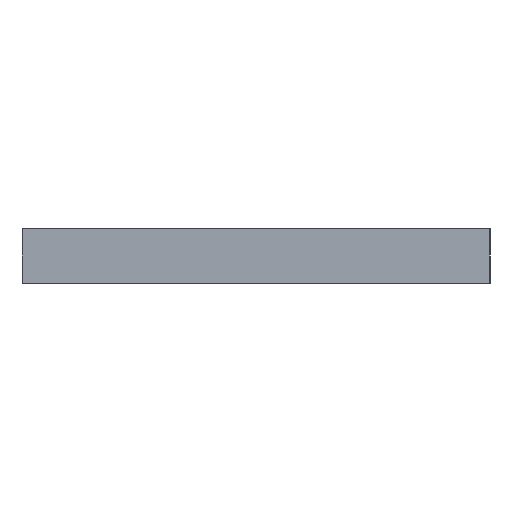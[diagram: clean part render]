
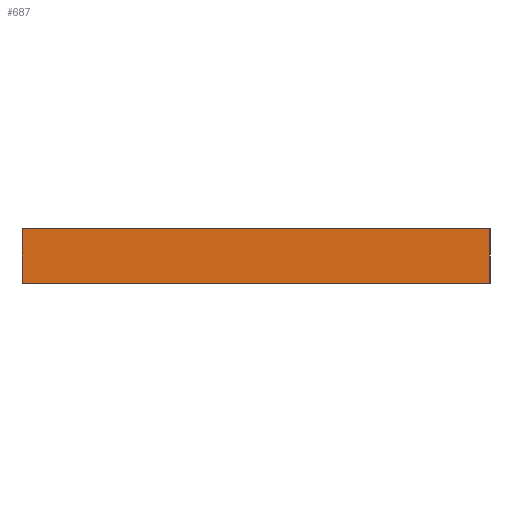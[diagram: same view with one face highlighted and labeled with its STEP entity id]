
A CAD part, left-side view. The second image highlights one B-rep face of the part: STEP entity #687.
In plain terms, the highlighted planar face has unit normal (-1, 0, 0).
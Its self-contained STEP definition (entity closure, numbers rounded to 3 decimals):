
#43 = ORIENTED_EDGE ( 'NONE', *, *, #712, .F. ) ;
#151 = ORIENTED_EDGE ( 'NONE', *, *, #504, .F. ) ;
#176 = VERTEX_POINT ( 'NONE', #200 ) ;
#200 = CARTESIAN_POINT ( 'NONE',  ( -95., -64., -7.5 ) ) ;
#203 = DIRECTION ( 'NONE',  ( 0., -1., 0. ) ) ;
#210 = CARTESIAN_POINT ( 'NONE',  ( -95., -64., -7.5 ) ) ;
#219 = DIRECTION ( 'NONE',  ( 0., 0., -1. ) ) ;
#220 = EDGE_CURVE ( 'NONE', #176, #682, #1209, .T. ) ;
#234 = CARTESIAN_POINT ( 'NONE',  ( -95., -64., 0. ) ) ;
#243 = AXIS2_PLACEMENT_3D ( 'NONE', #1147, #1015, #734 ) ;
#263 = CARTESIAN_POINT ( 'NONE',  ( -95., 64., 0. ) ) ;
#307 = LINE ( 'NONE', #901, #660 ) ;
#332 = LINE ( 'NONE', #234, #695 ) ;
#374 = CARTESIAN_POINT ( 'NONE',  ( -95., -64., 7.5 ) ) ;
#399 = DIRECTION ( 'NONE',  ( 0., 1., 0. ) ) ;
#448 = EDGE_CURVE ( 'NONE', #682, #1193, #764, .T. ) ;
#504 = EDGE_CURVE ( 'NONE', #1193, #1167, #307, .T. ) ;
#533 = CARTESIAN_POINT ( 'NONE',  ( -95., 64., -7.5 ) ) ;
#539 = PLANE ( 'NONE',  #243 ) ;
#551 = VECTOR ( 'NONE', #1156, 1000. ) ;
#660 = VECTOR ( 'NONE', #203, 1000. ) ;
#682 = VERTEX_POINT ( 'NONE', #533 ) ;
#687 = ADVANCED_FACE ( 'NONE', ( #1140 ), #539, .T. ) ;
#695 = VECTOR ( 'NONE', #219, 1000. ) ;
#712 = EDGE_CURVE ( 'NONE', #1167, #176, #332, .T. ) ;
#734 = DIRECTION ( 'NONE',  ( 0., 0., 1. ) ) ;
#764 = LINE ( 'NONE', #263, #551 ) ;
#901 = CARTESIAN_POINT ( 'NONE',  ( -95., -64., 7.5 ) ) ;
#1015 = DIRECTION ( 'NONE',  ( -1., 0., 0. ) ) ;
#1055 = CARTESIAN_POINT ( 'NONE',  ( -95., 64., 7.5 ) ) ;
#1140 = FACE_OUTER_BOUND ( 'NONE', #1232, .T. ) ;
#1147 = CARTESIAN_POINT ( 'NONE',  ( -95., 64., 0. ) ) ;
#1156 = DIRECTION ( 'NONE',  ( 0., 0., 1. ) ) ;
#1167 = VERTEX_POINT ( 'NONE', #374 ) ;
#1184 = ORIENTED_EDGE ( 'NONE', *, *, #448, .F. ) ;
#1193 = VERTEX_POINT ( 'NONE', #1055 ) ;
#1209 = LINE ( 'NONE', #210, #1210 ) ;
#1210 = VECTOR ( 'NONE', #399, 1000. ) ;
#1232 = EDGE_LOOP ( 'NONE', ( #43, #151, #1184, #1248 ) ) ;
#1248 = ORIENTED_EDGE ( 'NONE', *, *, #220, .F. ) ;
